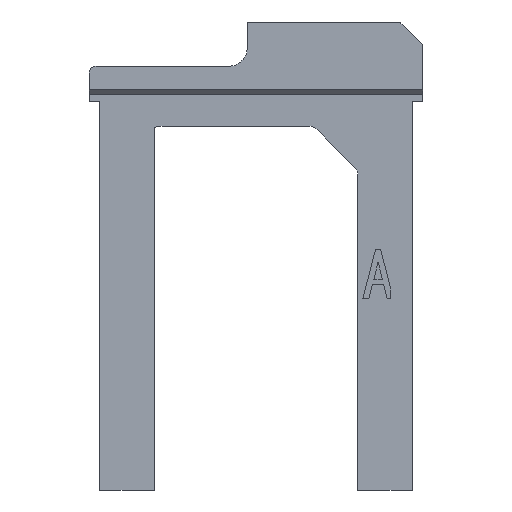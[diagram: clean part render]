
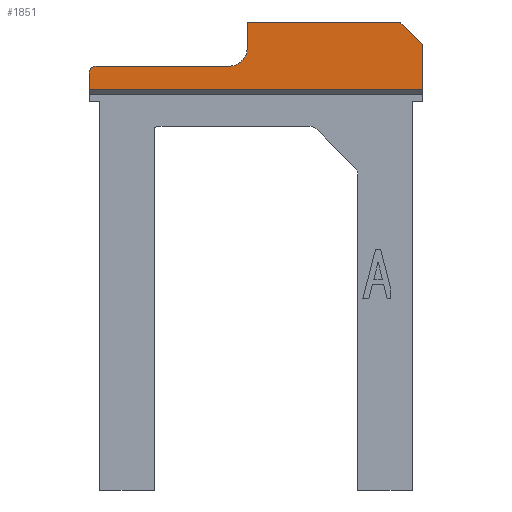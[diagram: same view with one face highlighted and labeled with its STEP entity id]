
A CAD part, front view. The second image highlights one B-rep face of the part: STEP entity #1851.
In plain terms, the highlighted planar face has unit normal (0, -1, 0).
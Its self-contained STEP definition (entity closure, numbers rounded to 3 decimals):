
#399 = AXIS2_PLACEMENT_3D ( 'NONE', #405, #427, #446 ) ;
#405 = CARTESIAN_POINT ( 'NONE',  ( -9.05, 7.65, 10. ) ) ;
#422 = CIRCLE ( 'NONE', #430, 1. ) ;
#427 = DIRECTION ( 'NONE',  ( 0., -1., 0. ) ) ;
#428 = CIRCLE ( 'NONE', #399, 0.4 ) ;
#429 = CARTESIAN_POINT ( 'NONE',  ( -1.5, 7.65, 11.4 ) ) ;
#430 = AXIS2_PLACEMENT_3D ( 'NONE', #429, #444, #443 ) ;
#431 = FACE_OUTER_BOUND ( 'NONE', #1852, .T. ) ;
#436 = AXIS2_PLACEMENT_3D ( 'NONE', #442, #441, #440 ) ;
#437 = PLANE ( 'NONE',  #436 ) ;
#440 = DIRECTION ( 'NONE',  ( -1., 0., 0. ) ) ;
#441 = DIRECTION ( 'NONE',  ( 0., -1., 0. ) ) ;
#442 = CARTESIAN_POINT ( 'NONE',  ( 9.45, 7.65, 12.9 ) ) ;
#443 = DIRECTION ( 'NONE',  ( -1., 0., 0. ) ) ;
#444 = DIRECTION ( 'NONE',  ( 0., 1., 0. ) ) ;
#446 = DIRECTION ( 'NONE',  ( -1., 0., 0. ) ) ;
#457 = LINE ( 'NONE', #569, #568 ) ;
#470 = LINE ( 'NONE', #494, #493 ) ;
#472 = CARTESIAN_POINT ( 'NONE',  ( -9.45, 7.65, 9.05 ) ) ;
#473 = CARTESIAN_POINT ( 'NONE',  ( -9.45, 7.65, 10. ) ) ;
#474 = DIRECTION ( 'NONE',  ( 0., 0., -1. ) ) ;
#493 = VECTOR ( 'NONE', #474, 1000. ) ;
#494 = CARTESIAN_POINT ( 'NONE',  ( -9.45, 7.65, 10.4 ) ) ;
#501 = CARTESIAN_POINT ( 'NONE',  ( 9.45, 7.65, 9.05 ) ) ;
#502 = VECTOR ( 'NONE', #535, 1000. ) ;
#507 = CARTESIAN_POINT ( 'NONE',  ( -9.05, 7.65, 10.4 ) ) ;
#508 = CARTESIAN_POINT ( 'NONE',  ( -1.5, 7.65, 10.4 ) ) ;
#535 = DIRECTION ( 'NONE',  ( 1., 0., 0. ) ) ;
#561 = LINE ( 'NONE', #501, #502 ) ;
#567 = DIRECTION ( 'NONE',  ( -1., 0., 0. ) ) ;
#568 = VECTOR ( 'NONE', #567, 1000. ) ;
#569 = CARTESIAN_POINT ( 'NONE',  ( -0.5, 7.65, 10.4 ) ) ;
#804 = DIRECTION ( 'NONE',  ( -1., 0., 0. ) ) ;
#805 = DIRECTION ( 'NONE',  ( 0., -1., 0. ) ) ;
#806 = CARTESIAN_POINT ( 'NONE',  ( 8.067, 7.65, 12.7 ) ) ;
#826 = AXIS2_PLACEMENT_3D ( 'NONE', #806, #805, #804 ) ;
#827 = CIRCLE ( 'NONE', #826, 0.2 ) ;
#1265 = ORIENTED_EDGE ( 'NONE', *, *, #2042, .T. ) ;
#1266 = ORIENTED_EDGE ( 'NONE', *, *, #1955, .T. ) ;
#1268 = ORIENTED_EDGE ( 'NONE', *, *, #1270, .T. ) ;
#1269 = ORIENTED_EDGE ( 'NONE', *, *, #2124, .T. ) ;
#1270 = EDGE_CURVE ( 'NONE', #1956, #2100, #827, .T. ) ;
#1845 = ORIENTED_EDGE ( 'NONE', *, *, #1862, .T. ) ;
#1847 = EDGE_CURVE ( 'NONE', #1972, #1917, #422, .T. ) ;
#1848 = ORIENTED_EDGE ( 'NONE', *, *, #1933, .T. ) ;
#1849 = ORIENTED_EDGE ( 'NONE', *, *, #1959, .T. ) ;
#1850 = ORIENTED_EDGE ( 'NONE', *, *, #1847, .T. ) ;
#1851 = ADVANCED_FACE ( 'NONE', ( #431 ), #437, .T. ) ;
#1852 = EDGE_LOOP ( 'NONE', ( #1849, #1850, #1853, #1854, #1848, #1845, #1265, #1266, #1268, #1269 ) ) ;
#1853 = ORIENTED_EDGE ( 'NONE', *, *, #1916, .T. ) ;
#1854 = ORIENTED_EDGE ( 'NONE', *, *, #1861, .T. ) ;
#1861 = EDGE_CURVE ( 'NONE', #1918, #1934, #428, .T. ) ;
#1862 = EDGE_CURVE ( 'NONE', #1935, #2043, #561, .T. ) ;
#1916 = EDGE_CURVE ( 'NONE', #1917, #1918, #457, .T. ) ;
#1917 = VERTEX_POINT ( 'NONE', #508 ) ;
#1918 = VERTEX_POINT ( 'NONE', #507 ) ;
#1933 = EDGE_CURVE ( 'NONE', #1934, #1935, #470, .T. ) ;
#1934 = VERTEX_POINT ( 'NONE', #473 ) ;
#1935 = VERTEX_POINT ( 'NONE', #472 ) ;
#1955 = EDGE_CURVE ( 'NONE', #2040, #1956, #2646, .T. ) ;
#1956 = VERTEX_POINT ( 'NONE', #2648 ) ;
#1959 = EDGE_CURVE ( 'NONE', #2103, #1972, #2702, .T. ) ;
#1972 = VERTEX_POINT ( 'NONE', #2656 ) ;
#2040 = VERTEX_POINT ( 'NONE', #2797 ) ;
#2042 = EDGE_CURVE ( 'NONE', #2043, #2040, #2796, .T. ) ;
#2043 = VERTEX_POINT ( 'NONE', #2792 ) ;
#2100 = VERTEX_POINT ( 'NONE', #2773 ) ;
#2103 = VERTEX_POINT ( 'NONE', #2768 ) ;
#2124 = EDGE_CURVE ( 'NONE', #2100, #2103, #2320, .T. ) ;
#2279 = DIRECTION ( 'NONE',  ( -1., 0., 0. ) ) ;
#2320 = LINE ( 'NONE', #2322, #2321 ) ;
#2321 = VECTOR ( 'NONE', #2279, 1000. ) ;
#2322 = CARTESIAN_POINT ( 'NONE',  ( 8.15, 7.65, 12.9 ) ) ;
#2617 = DIRECTION ( 'NONE',  ( -0.707, 0., 0.707 ) ) ;
#2618 = VECTOR ( 'NONE', #2617, 1000. ) ;
#2645 = CARTESIAN_POINT ( 'NONE',  ( 9.45, 7.65, 11.6 ) ) ;
#2646 = LINE ( 'NONE', #2645, #2618 ) ;
#2648 = CARTESIAN_POINT ( 'NONE',  ( 8.209, 7.65, 12.841 ) ) ;
#2656 = CARTESIAN_POINT ( 'NONE',  ( -0.5, 7.65, 11.4 ) ) ;
#2700 = DIRECTION ( 'NONE',  ( 0., 0., -1. ) ) ;
#2702 = LINE ( 'NONE', #2739, #2738 ) ;
#2738 = VECTOR ( 'NONE', #2700, 1000. ) ;
#2739 = CARTESIAN_POINT ( 'NONE',  ( -0.5, 7.65, 12.9 ) ) ;
#2768 = CARTESIAN_POINT ( 'NONE',  ( -0.5, 7.65, 12.9 ) ) ;
#2773 = CARTESIAN_POINT ( 'NONE',  ( 8.067, 7.65, 12.9 ) ) ;
#2792 = CARTESIAN_POINT ( 'NONE',  ( 9.45, 7.65, 9.05 ) ) ;
#2793 = DIRECTION ( 'NONE',  ( 0., 0., 1. ) ) ;
#2794 = VECTOR ( 'NONE', #2793, 1000. ) ;
#2795 = CARTESIAN_POINT ( 'NONE',  ( 9.45, 7.65, 9.05 ) ) ;
#2796 = LINE ( 'NONE', #2795, #2794 ) ;
#2797 = CARTESIAN_POINT ( 'NONE',  ( 9.45, 7.65, 11.6 ) ) ;
